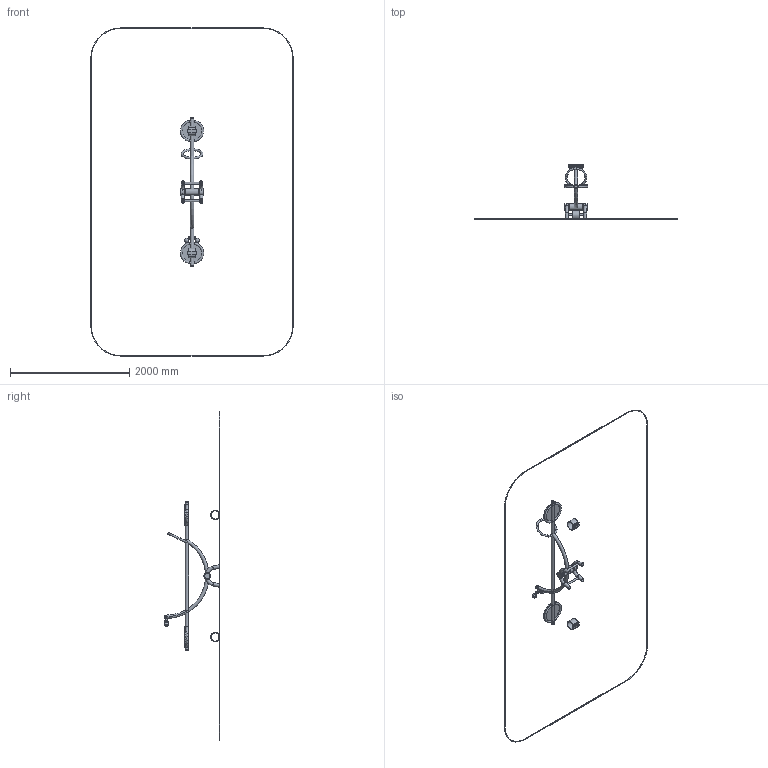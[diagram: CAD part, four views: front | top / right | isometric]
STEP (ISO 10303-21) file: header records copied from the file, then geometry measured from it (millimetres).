
FILE_DESCRIPTION(('STEP AP214'), '1');
FILE_NAME('êà÷àëêà-áàëàíñèð', '', ('UNSPECIFIED'), ('UNSPECIFIED'), 'C3D Converter', 'C3D Toolkit', '');
FILE_SCHEMA(('AUTOMOTIVE_DESIGN { 1 0 10303 214 3 1 1}'));
Length unit declared in the file: millimetre
Products named in the file (38): КБ-64.1-00.00.00; КБ-64.1-03.00.00; КБL-05-03.00.00.9006; КБL-05-03.00.01; КБ-101М.01.01.01; МФ-10.1.02.01; МФ-10.1.02.02; КБ-101М.00.01; КБL-05-04.00.00.9006; КБL-05-04.00.01; КБ-64.1-01.01.00-9006; КБ-64.1-01.00.01; КБ-64.1-01.00.02; КБ-64.1-01.00.03; -9006; КБ-124.01.01.03-01
Assembly tree (66 placements, depth 4):
  КБ-64.1-00.00.00
    КБ-64.1-03.00.00  x2
      КБL-05-03.00.00.9006
        КБL-05-03.00.01  x2
        КБ-101М.01.01.01
        МФ-10.1.02.01  x2
        МФ-10.1.02.02  x2
      КБ-101М.00.01
      КБL-05-04.00.00.9006
        КБ-101М.01.01.01
        КБL-05-04.00.01  x2
    КБ-64.1-00.00.00
      КБ-64.1-01.01.00-9006
        КБ-64.1-01.00.01
        КБ-64.1-01.00.01
        КБ-64.1-01.00.01
        КБ-64.1-01.00.01
        КБ-64.1-01.00.02  x4
        КБ-64.1-01.00.03  x2
        (unnamed)  x2
        (unnamed)  x2
      -9006
        (unnamed)
        (unnamed)
        (unnamed)  x2
        (unnamed)
        (unnamed)  x4
        (unnamed)  x4
        КБ-124.01.01.03-01  x2
        (unnamed)
        (unnamed)
        (unnamed)  x2
        (unnamed)  x2
      -9006  x2
      (unnamed)  x2
      (unnamed)  x2
      (unnamed)  x3
      (unnamed)  x4
Bounding box: 3388.08 x 934 x 5498 mm (x, y, z)
Volume: 11899438.7 mm3; surface area: 4922270.3 mm2
Topology: 59 solids, 59 shells, 469 faces, 895 edges, 560 vertices
Faces by surface type: plane 240, cylinder 137, torus 82, bspline 4, cone 2, extrusion 2, revolution 2
Full cylindrical faces by diameter (mm): 11 x2, 27.5 x1, 27.9 x8, 28.4 x2, 30 x22, 33.5 x9, 34 x2, 47 x2, 48 x3, 51 x5, 52 x3, 57 x8, 58 x4, 94 x2, 98 x7, 108 x9
Entity records: 11413 total; most frequent: CARTESIAN_POINT 3208, DIRECTION 1006, ORIENTED_EDGE 656, AXIS2_PLACEMENT_3D 430, EDGE_LOOP 336, EDGE_CURVE 328, VERTEX_POINT 258, ADVANCED_FACE 218
